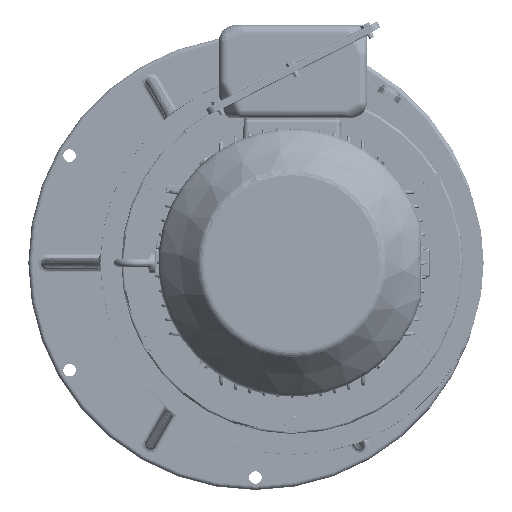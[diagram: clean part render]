
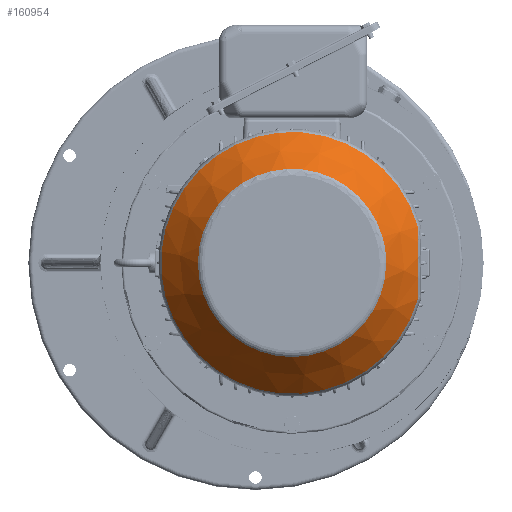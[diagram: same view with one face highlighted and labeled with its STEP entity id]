
A CAD part, left-side view. The second image highlights one B-rep face of the part: STEP entity #160954.
In plain terms, the highlighted conical face has half-angle 40 degrees and reference radius 160.7 mm.
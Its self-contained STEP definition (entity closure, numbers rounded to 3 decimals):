
#16829 = ORIENTED_EDGE ( 'NONE', *, *, #183861, .T. ) ;
#18148 = EDGE_LOOP ( 'NONE', ( #16829, #246597 ) ) ;
#18410 = AXIS2_PLACEMENT_3D ( 'NONE', #68240, #267387, #94367 ) ;
#47630 = CARTESIAN_POINT ( 'NONE',  ( -587.657, 84.551, 14.704 ) ) ;
#50875 = CARTESIAN_POINT ( 'NONE',  ( -586.794, 84.609, -20.146 ) ) ;
#62107 = VERTEX_POINT ( 'NONE', #82607 ) ;
#68240 = CARTESIAN_POINT ( 'NONE',  ( -581.46, 236., 0. ) ) ;
#70021 = DIRECTION ( 'NONE',  ( 0., -1., 0. ) ) ;
#72207 = CARTESIAN_POINT ( 'NONE',  ( -581.46, 84.959, 43.537 ) ) ;
#73795 = CARTESIAN_POINT ( 'NONE',  ( -587.049, 84.592, -18.315 ) ) ;
#75425 = CARTESIAN_POINT ( 'NONE',  ( -581.46, 84.959, -43.537 ) ) ;
#79488 = CARTESIAN_POINT ( 'NONE',  ( -581.46, 84.959, -43.537 ) ) ;
#82607 = CARTESIAN_POINT ( 'NONE',  ( -581.46, 84.959, 43.537 ) ) ;
#94367 = DIRECTION ( 'NONE',  ( 0., 1., 0. ) ) ;
#96640 = AXIS2_PLACEMENT_3D ( 'NONE', #320343, #295828, #173453 ) ;
#99293 = FACE_OUTER_BOUND ( 'NONE', #18148, .T. ) ;
#101513 = CARTESIAN_POINT ( 'NONE',  ( -587.672, 84.549, -12.789 ) ) ;
#110056 = VERTEX_POINT ( 'NONE', #137798 ) ;
#121211 = CARTESIAN_POINT ( 'NONE',  ( -588.249, 84.51, 7.412 ) ) ;
#137798 = CARTESIAN_POINT ( 'NONE',  ( -634.128, 348.997, 0. ) ) ;
#150601 = CARTESIAN_POINT ( 'NONE',  ( -588.111, 84.519, -7.261 ) ) ;
#160954 = ADVANCED_FACE ( 'NONE', ( #323019, #99293 ), #240803, .T. ) ;
#173453 = DIRECTION ( 'NONE',  ( 0., 1., 0. ) ) ;
#183861 = EDGE_CURVE ( 'NONE', #62107, #248155, #247958, .T. ) ;
#192514 = CARTESIAN_POINT ( 'NONE',  ( -577.278, 236., 0. ) ) ;
#194700 = CARTESIAN_POINT ( 'NONE',  ( -585.348, 84.707, -29.268 ) ) ;
#196320 = CARTESIAN_POINT ( 'NONE',  ( -587.488, 84.562, -14.637 ) ) ;
#203016 = ORIENTED_EDGE ( 'NONE', *, *, #319901, .T. ) ;
#203813 = B_SPLINE_CURVE_WITH_KNOTS ( 'NONE', 3,
 ( #75425, #223988, #194700, #50875, #73795, #196320, #101513, #150601, #250112, #121211, #47630, #220796, #295854, #321984, #271356, #72207 ),
 .UNSPECIFIED., .F., .F.,
 ( 4, 2, 2, 2, 2, 2, 2, 4 ),
 ( 0., 0.022, 0.028, 0.033, 0.044, 0.066, 0.078, 0.089 ),
 .UNSPECIFIED. ) ;
#220796 = CARTESIAN_POINT ( 'NONE',  ( -585.932, 84.667, 25.587 ) ) ;
#223988 = CARTESIAN_POINT ( 'NONE',  ( -583.64, 84.82, -36.451 ) ) ;
#236898 = EDGE_LOOP ( 'NONE', ( #203016 ) ) ;
#240803 = CONICAL_SURFACE ( 'NONE', #266895, 160.7, 0.698 ) ;
#241922 = EDGE_CURVE ( 'NONE', #248155, #62107, #203813, .T. ) ;
#246597 = ORIENTED_EDGE ( 'NONE', *, *, #241922, .T. ) ;
#247958 = CIRCLE ( 'NONE', #18410, 157.191 ) ;
#248155 = VERTEX_POINT ( 'NONE', #79488 ) ;
#250112 = CARTESIAN_POINT ( 'NONE',  ( -588.255, 84.509, -3.586 ) ) ;
#266895 = AXIS2_PLACEMENT_3D ( 'NONE', #192514, #296889, #70021 ) ;
#267387 = DIRECTION ( 'NONE',  ( -1., 0., 0. ) ) ;
#271356 = CARTESIAN_POINT ( 'NONE',  ( -582.55, 84.89, 39.995 ) ) ;
#295828 = DIRECTION ( 'NONE',  ( 1., 0., 0. ) ) ;
#295854 = CARTESIAN_POINT ( 'NONE',  ( -585.218, 84.715, 29.207 ) ) ;
#296889 = DIRECTION ( 'NONE',  ( 1., 0., 0. ) ) ;
#315734 = CIRCLE ( 'NONE', #96640, 112.997 ) ;
#319901 = EDGE_CURVE ( 'NONE', #110056, #110056, #315734, .T. ) ;
#320343 = CARTESIAN_POINT ( 'NONE',  ( -634.128, 236., 0. ) ) ;
#321984 = CARTESIAN_POINT ( 'NONE',  ( -583.524, 84.826, 36.422 ) ) ;
#323019 = FACE_BOUND ( 'NONE', #236898, .T. ) ;
